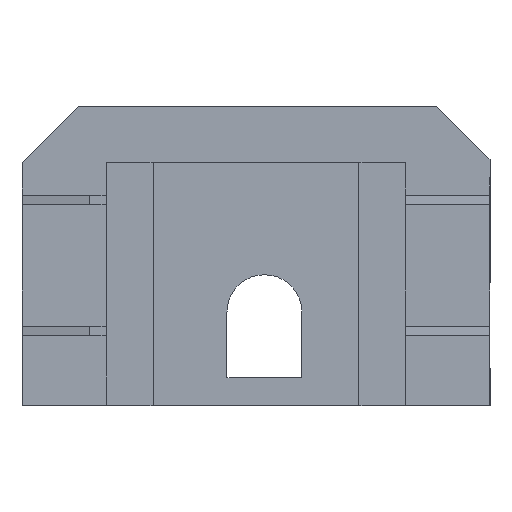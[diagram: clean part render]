
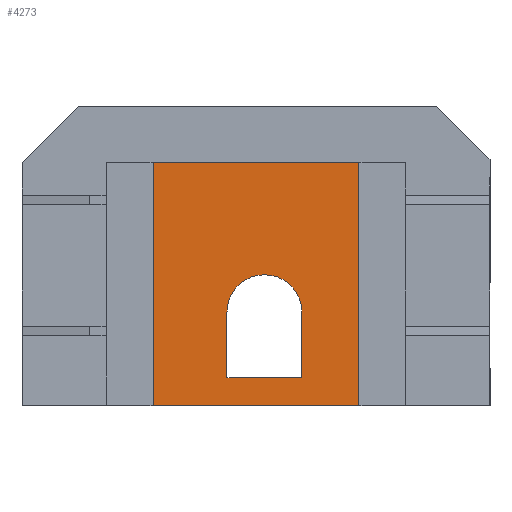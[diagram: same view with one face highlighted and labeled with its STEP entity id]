
A CAD part, front view. The second image highlights one B-rep face of the part: STEP entity #4273.
In plain terms, the highlighted planar face has unit normal (0, -1, 0).
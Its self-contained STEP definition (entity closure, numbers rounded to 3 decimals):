
#1110 = DIRECTION ( 'NONE',  ( 0., 0., -1. ) ) ;
#1492 = LINE ( 'NONE', #10378, #12848 ) ;
#2020 = EDGE_LOOP ( 'NONE', ( #20816, #2668, #13255, #22194 ) ) ;
#2142 = CARTESIAN_POINT ( 'NONE',  ( 0., 0., 0. ) ) ;
#2303 = ORIENTED_EDGE ( 'NONE', *, *, #18558, .T. ) ;
#2474 = VERTEX_POINT ( 'NONE', #5227 ) ;
#2529 = CARTESIAN_POINT ( 'NONE',  ( -1205., 0., 0. ) ) ;
#2668 = ORIENTED_EDGE ( 'NONE', *, *, #15286, .T. ) ;
#2880 = EDGE_CURVE ( 'NONE', #2474, #5784, #21560, .T. ) ;
#3907 = EDGE_CURVE ( 'NONE', #12572, #8487, #10388, .T. ) ;
#4022 = ORIENTED_EDGE ( 'NONE', *, *, #13041, .T. ) ;
#4097 = VECTOR ( 'NONE', #14450, 1000. ) ;
#4273 = ADVANCED_FACE ( 'NONE', ( #16842, #8332 ), #20464, .T. ) ;
#4719 = CARTESIAN_POINT ( 'NONE',  ( -1405., 0., -350. ) ) ;
#5227 = CARTESIAN_POINT ( 'NONE',  ( -1405., 0., -350. ) ) ;
#5391 = CARTESIAN_POINT ( 'NONE',  ( -2050., 0., 800. ) ) ;
#5784 = VERTEX_POINT ( 'NONE', #10257 ) ;
#5800 = DIRECTION ( 'NONE',  ( 0., -1., 0. ) ) ;
#5936 = VECTOR ( 'NONE', #15497, 1000. ) ;
#6438 = CARTESIAN_POINT ( 'NONE',  ( -700., 0., 800. ) ) ;
#6538 = CARTESIAN_POINT ( 'NONE',  ( -1005., 0., 0. ) ) ;
#6983 = CARTESIAN_POINT ( 'NONE',  ( -700., 0., 0. ) ) ;
#7383 = DIRECTION ( 'NONE',  ( 0., 0., 1. ) ) ;
#7392 = CARTESIAN_POINT ( 'NONE',  ( -2500., 0., -500. ) ) ;
#8214 = EDGE_CURVE ( 'NONE', #20575, #14941, #1492, .T. ) ;
#8332 = FACE_BOUND ( 'NONE', #10251, .T. ) ;
#8487 = VERTEX_POINT ( 'NONE', #10707 ) ;
#8584 = LINE ( 'NONE', #13646, #9415 ) ;
#9415 = VECTOR ( 'NONE', #1110, 1000. ) ;
#10251 = EDGE_LOOP ( 'NONE', ( #23493, #19387, #21658, #4022, #2303 ) ) ;
#10257 = CARTESIAN_POINT ( 'NONE',  ( -1405., 0., 0. ) ) ;
#10378 = CARTESIAN_POINT ( 'NONE',  ( -1005., 0., 0. ) ) ;
#10388 = LINE ( 'NONE', #7392, #19158 ) ;
#10398 = CIRCLE ( 'NONE', #23153, 200. ) ;
#10563 = EDGE_CURVE ( 'NONE', #13418, #12627, #21138, .T. ) ;
#10640 = AXIS2_PLACEMENT_3D ( 'NONE', #2142, #5800, #11368 ) ;
#10645 = DIRECTION ( 'NONE',  ( 0., 0., 1. ) ) ;
#10707 = CARTESIAN_POINT ( 'NONE',  ( -1800., 0., -500. ) ) ;
#11165 = LINE ( 'NONE', #4719, #13433 ) ;
#11348 = VERTEX_POINT ( 'NONE', #18756 ) ;
#11368 = DIRECTION ( 'NONE',  ( 0., 0., -1. ) ) ;
#12572 = VERTEX_POINT ( 'NONE', #22736 ) ;
#12627 = VERTEX_POINT ( 'NONE', #6438 ) ;
#12820 = CARTESIAN_POINT ( 'NONE',  ( -1800., 0., 800. ) ) ;
#12848 = VECTOR ( 'NONE', #14081, 1000. ) ;
#12852 = CARTESIAN_POINT ( 'NONE',  ( -1205., 0., 0. ) ) ;
#13041 = EDGE_CURVE ( 'NONE', #5784, #11348, #20819, .T. ) ;
#13192 = EDGE_CURVE ( 'NONE', #2474, #14941, #11165, .T. ) ;
#13255 = ORIENTED_EDGE ( 'NONE', *, *, #10563, .F. ) ;
#13418 = VERTEX_POINT ( 'NONE', #12820 ) ;
#13433 = VECTOR ( 'NONE', #15703, 1000. ) ;
#13646 = CARTESIAN_POINT ( 'NONE',  ( -1800., 0., 0. ) ) ;
#14081 = DIRECTION ( 'NONE',  ( 0., 0., -1. ) ) ;
#14450 = DIRECTION ( 'NONE',  ( 1., 0., 0. ) ) ;
#14941 = VERTEX_POINT ( 'NONE', #16675 ) ;
#15286 = EDGE_CURVE ( 'NONE', #12572, #12627, #18610, .T. ) ;
#15479 = DIRECTION ( 'NONE',  ( 0., 1., 0. ) ) ;
#15497 = DIRECTION ( 'NONE',  ( 0., 0., 1. ) ) ;
#15703 = DIRECTION ( 'NONE',  ( 1., 0., 0. ) ) ;
#16675 = CARTESIAN_POINT ( 'NONE',  ( -1005., 0., -350. ) ) ;
#16842 = FACE_OUTER_BOUND ( 'NONE', #2020, .T. ) ;
#17417 = EDGE_CURVE ( 'NONE', #13418, #8487, #8584, .T. ) ;
#18558 = EDGE_CURVE ( 'NONE', #11348, #20575, #10398, .T. ) ;
#18610 = LINE ( 'NONE', #6983, #22899 ) ;
#18756 = CARTESIAN_POINT ( 'NONE',  ( -1205., 0., 200. ) ) ;
#19107 = AXIS2_PLACEMENT_3D ( 'NONE', #2529, #15479, #20607 ) ;
#19158 = VECTOR ( 'NONE', #21847, 1000. ) ;
#19387 = ORIENTED_EDGE ( 'NONE', *, *, #13192, .F. ) ;
#20211 = DIRECTION ( 'NONE',  ( 0., 1., 0. ) ) ;
#20464 = PLANE ( 'NONE',  #10640 ) ;
#20575 = VERTEX_POINT ( 'NONE', #6538 ) ;
#20607 = DIRECTION ( 'NONE',  ( 0., 0., 1. ) ) ;
#20816 = ORIENTED_EDGE ( 'NONE', *, *, #3907, .F. ) ;
#20819 = CIRCLE ( 'NONE', #19107, 200. ) ;
#21138 = LINE ( 'NONE', #5391, #4097 ) ;
#21560 = LINE ( 'NONE', #22875, #5936 ) ;
#21658 = ORIENTED_EDGE ( 'NONE', *, *, #2880, .T. ) ;
#21847 = DIRECTION ( 'NONE',  ( -1., 0., 0. ) ) ;
#22194 = ORIENTED_EDGE ( 'NONE', *, *, #17417, .T. ) ;
#22736 = CARTESIAN_POINT ( 'NONE',  ( -700., 0., -500. ) ) ;
#22875 = CARTESIAN_POINT ( 'NONE',  ( -1405., 0., -500. ) ) ;
#22899 = VECTOR ( 'NONE', #10645, 1000. ) ;
#23153 = AXIS2_PLACEMENT_3D ( 'NONE', #12852, #20211, #7383 ) ;
#23493 = ORIENTED_EDGE ( 'NONE', *, *, #8214, .T. ) ;
